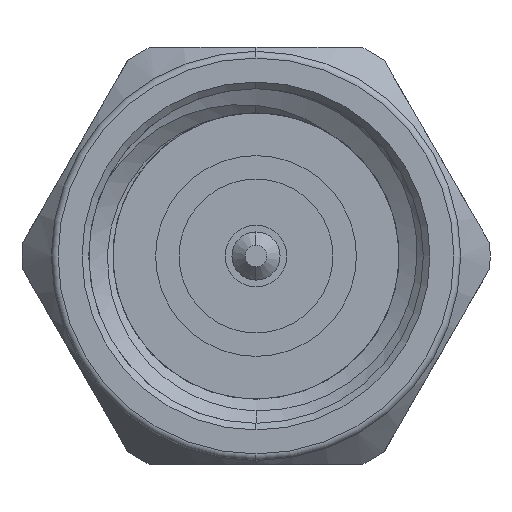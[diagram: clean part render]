
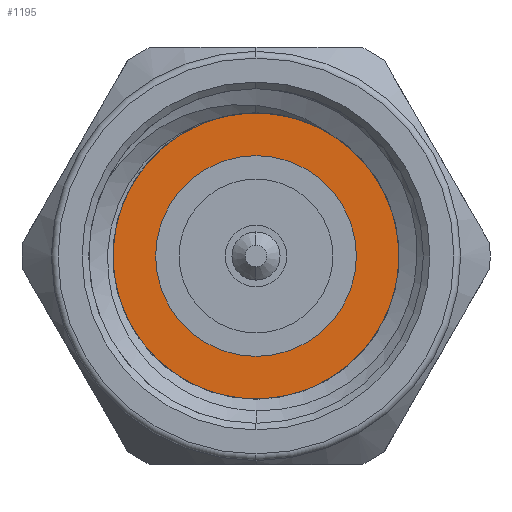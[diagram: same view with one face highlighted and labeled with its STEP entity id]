
A CAD part, left-side view. The second image highlights one B-rep face of the part: STEP entity #1195.
In plain terms, the highlighted planar face has unit normal (-1, 0, 0).
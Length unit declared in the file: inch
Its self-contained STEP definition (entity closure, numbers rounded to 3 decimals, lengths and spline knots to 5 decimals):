
#56 = CARTESIAN_POINT ( 'NONE',  ( 0.2, 0., 0. ) ) ;
#97 = CARTESIAN_POINT ( 'NONE',  ( 0.2, -0.08064, -0.07583 ) ) ;
#109 = CARTESIAN_POINT ( 'NONE',  ( 0.2, -0.10576, -0.041 ) ) ;
#154 = CARTESIAN_POINT ( 'NONE',  ( 0.2, 0., 0.125 ) ) ;
#166 = DIRECTION ( 'NONE',  ( -1., 0., 0. ) ) ;
#175 = CARTESIAN_POINT ( 'NONE',  ( 0.2, -0.06908, 0.10388 ) ) ;
#181 = DIRECTION ( 'NONE',  ( 0., 0., 1. ) ) ;
#343 = CARTESIAN_POINT ( 'NONE',  ( 0.2, -0.04377, -0.09759 ) ) ;
#354 = CARTESIAN_POINT ( 'NONE',  ( 0.2, 0.08054, -0.07654 ) ) ;
#369 = CARTESIAN_POINT ( 'NONE',  ( 0.2, 0.10945, 0.05192 ) ) ;
#377 = CARTESIAN_POINT ( 'NONE',  ( 0.2, 0.03348, -0.10158 ) ) ;
#388 = DIRECTION ( 'NONE',  ( -1., 0., 0. ) ) ;
#456 = CARTESIAN_POINT ( 'NONE',  ( 0.2, -0.05993, 0.10969 ) ) ;
#557 = CARTESIAN_POINT ( 'NONE',  ( 0.2, -0.03771, -0.10031 ) ) ;
#646 = VERTEX_POINT ( 'NONE', #154 ) ;
#653 = CARTESIAN_POINT ( 'NONE',  ( 0.2, 0.11526, 0.03125 ) ) ;
#665 = CARTESIAN_POINT ( 'NONE',  ( 0.2, -0.08822, -0.06809 ) ) ;
#680 = CARTESIAN_POINT ( 'NONE',  ( 0.2, -0.11621, 0.02203 ) ) ;
#708 = EDGE_CURVE ( 'NONE', #3137, #2663, #1535, .T. ) ;
#710 = CARTESIAN_POINT ( 'NONE',  ( 0.2, -0.07736, 0.09697 ) ) ;
#845 = CARTESIAN_POINT ( 'NONE',  ( 0.2, -0.03141, -0.10245 ) ) ;
#867 = CIRCLE ( 'NONE', #1361, 0.075 ) ;
#911 = CARTESIAN_POINT ( 'NONE',  ( 0.2, 0.09668, 0.07558 ) ) ;
#914 = CIRCLE ( 'NONE', #1308, 0.125 ) ;
#949 = CARTESIAN_POINT ( 'NONE',  ( 0.2, -0.09779, -0.05509 ) ) ;
#964 = CARTESIAN_POINT ( 'NONE',  ( 0.2, -0.11289, 0.03775 ) ) ;
#969 = PLANE ( 'NONE',  #2750 ) ;
#1031 = CARTESIAN_POINT ( 'NONE',  ( 0.2, 0., -0.075 ) ) ;
#1195 = ADVANCED_FACE ( 'NONE', ( #3532, #2654 ), #969, .T. ) ;
#1207 = CARTESIAN_POINT ( 'NONE',  ( 0.2, 0.11269, 0.04172 ) ) ;
#1226 = CARTESIAN_POINT ( 'NONE',  ( 0.2, -0.10794, -0.03611 ) ) ;
#1237 = CARTESIAN_POINT ( 'NONE',  ( 0.2, 0.11074, -0.03241 ) ) ;
#1253 = DIRECTION ( 'NONE',  ( 0., 0., 1. ) ) ;
#1266 = CARTESIAN_POINT ( 'NONE',  ( 0.2, -0.05993, 0.10969 ) ) ;
#1308 = AXIS2_PLACEMENT_3D ( 'NONE', #56, #388, #1777 ) ;
#1326 = B_SPLINE_CURVE_WITH_KNOTS ( 'NONE', 3,
 ( #1997, #1489, #3221, #911, #2963, #3549, #369, #1207, #653, #2672, #1799, #3518, #3492, #1237, #1772, #2642, #2050, #2061, #2955, #354, #2616, #2332, #2042, #2937, #377 ),
 .UNSPECIFIED., .F., .F.,
 ( 4, 2, 2, 1, 2, 2, 2, 2, 2, 2, 2, 2, 4 ),
 ( 0., 0.00081, 0.00122, 0.00163, 0.00204, 0.00244, 0.00326, 0.00407, 0.00448, 0.00489, 0.00529, 0.0057, 0.00651 ),
 .UNSPECIFIED. ) ;
#1361 = AXIS2_PLACEMENT_3D ( 'NONE', #1539, #1565, #3331 ) ;
#1373 = CARTESIAN_POINT ( 'NONE',  ( 0.2, -0.04377, -0.09759 ) ) ;
#1424 = CARTESIAN_POINT ( 'NONE',  ( 0.2, 0.07106, 0.10284 ) ) ;
#1438 = VERTEX_POINT ( 'NONE', #1424 ) ;
#1489 = CARTESIAN_POINT ( 'NONE',  ( 0.2, 0.07956, 0.09611 ) ) ;
#1526 = EDGE_LOOP ( 'NONE', ( #3115, #3644 ) ) ;
#1527 = DIRECTION ( 'NONE',  ( 0., 0., 1. ) ) ;
#1533 = CARTESIAN_POINT ( 'NONE',  ( 0.2, 0., 0. ) ) ;
#1535 = CIRCLE ( 'NONE', #1780, 0.075 ) ;
#1539 = CARTESIAN_POINT ( 'NONE',  ( 0.2, 0., 0. ) ) ;
#1565 = DIRECTION ( 'NONE',  ( -1., 0., 0. ) ) ;
#1772 = CARTESIAN_POINT ( 'NONE',  ( 0.2, 0.10368, -0.04697 ) ) ;
#1777 = DIRECTION ( 'NONE',  ( 0., 0., 1. ) ) ;
#1780 = AXIS2_PLACEMENT_3D ( 'NONE', #1533, #3555, #1253 ) ;
#1799 = CARTESIAN_POINT ( 'NONE',  ( 0.2, 0.11789, 0.00988 ) ) ;
#1917 = EDGE_LOOP ( 'NONE', ( #2167, #3560, #2221, #2821, #3464 ) ) ;
#1997 = CARTESIAN_POINT ( 'NONE',  ( 0.2, 0.07106, 0.10284 ) ) ;
#2005 = VERTEX_POINT ( 'NONE', #2706 ) ;
#2042 = CARTESIAN_POINT ( 'NONE',  ( 0.2, 0.05414, -0.09479 ) ) ;
#2050 = CARTESIAN_POINT ( 'NONE',  ( 0.2, 0.09496, -0.06059 ) ) ;
#2061 = CARTESIAN_POINT ( 'NONE',  ( 0.2, 0.09166, -0.0648 ) ) ;
#2110 = EDGE_CURVE ( 'NONE', #2704, #646, #3533, .T. ) ;
#2167 = ORIENTED_EDGE ( 'NONE', *, *, #2110, .T. ) ;
#2193 = B_SPLINE_CURVE_WITH_KNOTS ( 'NONE', 3,
 ( #343, #3246, #2364, #97, #665, #949, #2659, #109, #1226, #2370, #2923, #3258, #680, #964, #2977, #3279, #3003, #3315, #2720, #710, #175, #456 ),
 .UNSPECIFIED., .F., .F.,
 ( 4, 2, 2, 2, 2, 2, 2, 2, 2, 2, 4 ),
 ( 0., 0.00082, 0.00163, 0.00204, 0.00245, 0.00326, 0.00408, 0.00449, 0.00489, 0.00571, 0.00652 ),
 .UNSPECIFIED. ) ;
#2221 = ORIENTED_EDGE ( 'NONE', *, *, #2270, .T. ) ;
#2270 = EDGE_CURVE ( 'NONE', #1438, #2005, #1326, .T. ) ;
#2303 = EDGE_CURVE ( 'NONE', #3579, #2704, #2193, .T. ) ;
#2332 = CARTESIAN_POINT ( 'NONE',  ( 0.2, 0.06787, -0.08651 ) ) ;
#2336 = CARTESIAN_POINT ( 'NONE',  ( 0.2, 0., 0.075 ) ) ;
#2364 = CARTESIAN_POINT ( 'NONE',  ( 0.2, -0.06341, -0.08884 ) ) ;
#2370 = CARTESIAN_POINT ( 'NONE',  ( 0.2, -0.11343, -0.021 ) ) ;
#2398 = EDGE_CURVE ( 'NONE', #2663, #3137, #867, .T. ) ;
#2498 = B_SPLINE_CURVE_WITH_KNOTS ( 'NONE', 3,
 ( #3723, #2881, #2544, #3155, #3458, #845, #557, #2588 ),
 .UNSPECIFIED., .F., .F.,
 ( 4, 2, 2, 4 ),
 ( 0., 0.00101, 0.00152, 0.00202 ),
 .UNSPECIFIED. ) ;
#2544 = CARTESIAN_POINT ( 'NONE',  ( 0.2, 0.00758, -0.1075 ) ) ;
#2588 = CARTESIAN_POINT ( 'NONE',  ( 0.2, -0.04377, -0.09759 ) ) ;
#2616 = CARTESIAN_POINT ( 'NONE',  ( 0.2, 0.07224, -0.08342 ) ) ;
#2642 = CARTESIAN_POINT ( 'NONE',  ( 0.2, 0.10096, -0.05169 ) ) ;
#2654 = FACE_BOUND ( 'NONE', #1526, .T. ) ;
#2659 = CARTESIAN_POINT ( 'NONE',  ( 0.2, -0.1007, -0.05047 ) ) ;
#2663 = VERTEX_POINT ( 'NONE', #2336 ) ;
#2672 = CARTESIAN_POINT ( 'NONE',  ( 0.2, 0.11619, 0.02588 ) ) ;
#2704 = VERTEX_POINT ( 'NONE', #1266 ) ;
#2706 = CARTESIAN_POINT ( 'NONE',  ( 0.2, 0.03348, -0.10158 ) ) ;
#2720 = CARTESIAN_POINT ( 'NONE',  ( 0.2, -0.09207, 0.08108 ) ) ;
#2750 = AXIS2_PLACEMENT_3D ( 'NONE', #3281, #2997, #1527 ) ;
#2816 = EDGE_CURVE ( 'NONE', #2005, #3579, #2498, .T. ) ;
#2821 = ORIENTED_EDGE ( 'NONE', *, *, #2816, .T. ) ;
#2864 = EDGE_CURVE ( 'NONE', #646, #1438, #914, .T. ) ;
#2881 = CARTESIAN_POINT ( 'NONE',  ( 0.2, 0.02087, -0.10574 ) ) ;
#2923 = CARTESIAN_POINT ( 'NONE',  ( 0.2, -0.11566, -0.01026 ) ) ;
#2937 = CARTESIAN_POINT ( 'NONE',  ( 0.2, 0.04403, -0.09899 ) ) ;
#2955 = CARTESIAN_POINT ( 'NONE',  ( 0.2, 0.08447, -0.07276 ) ) ;
#2963 = CARTESIAN_POINT ( 'NONE',  ( 0.2, 0.09965, 0.07101 ) ) ;
#2977 = CARTESIAN_POINT ( 'NONE',  ( 0.2, -0.11144, 0.0429 ) ) ;
#2997 = DIRECTION ( 'NONE',  ( -1., 0., 0. ) ) ;
#3003 = CARTESIAN_POINT ( 'NONE',  ( 0.2, -0.10566, 0.05801 ) ) ;
#3056 = AXIS2_PLACEMENT_3D ( 'NONE', #3068, #166, #181 ) ;
#3068 = CARTESIAN_POINT ( 'NONE',  ( 0.2, 0., 0. ) ) ;
#3115 = ORIENTED_EDGE ( 'NONE', *, *, #708, .F. ) ;
#3137 = VERTEX_POINT ( 'NONE', #1031 ) ;
#3155 = CARTESIAN_POINT ( 'NONE',  ( 0.2, -0.01218, -0.10647 ) ) ;
#3221 = CARTESIAN_POINT ( 'NONE',  ( 0.2, 0.08704, 0.08846 ) ) ;
#3246 = CARTESIAN_POINT ( 'NONE',  ( 0.2, -0.05399, -0.09393 ) ) ;
#3258 = CARTESIAN_POINT ( 'NONE',  ( 0.2, -0.117, 0.0111 ) ) ;
#3279 = CARTESIAN_POINT ( 'NONE',  ( 0.2, -0.10783, 0.05301 ) ) ;
#3281 = CARTESIAN_POINT ( 'NONE',  ( 0.2, 0., 0. ) ) ;
#3315 = CARTESIAN_POINT ( 'NONE',  ( 0.2, -0.09823, 0.07234 ) ) ;
#3331 = DIRECTION ( 'NONE',  ( 0., 0., 1. ) ) ;
#3458 = CARTESIAN_POINT ( 'NONE',  ( 0.2, -0.01866, -0.10552 ) ) ;
#3464 = ORIENTED_EDGE ( 'NONE', *, *, #2303, .T. ) ;
#3492 = CARTESIAN_POINT ( 'NONE',  ( 0.2, 0.114, -0.02223 ) ) ;
#3518 = CARTESIAN_POINT ( 'NONE',  ( 0.2, 0.11762, -0.00091 ) ) ;
#3532 = FACE_OUTER_BOUND ( 'NONE', #1917, .T. ) ;
#3533 = CIRCLE ( 'NONE', #3056, 0.125 ) ;
#3549 = CARTESIAN_POINT ( 'NONE',  ( 0.2, 0.10489, 0.0616 ) ) ;
#3555 = DIRECTION ( 'NONE',  ( -1., 0., 0. ) ) ;
#3560 = ORIENTED_EDGE ( 'NONE', *, *, #2864, .T. ) ;
#3579 = VERTEX_POINT ( 'NONE', #1373 ) ;
#3644 = ORIENTED_EDGE ( 'NONE', *, *, #2398, .F. ) ;
#3723 = CARTESIAN_POINT ( 'NONE',  ( 0.2, 0.03348, -0.10158 ) ) ;
